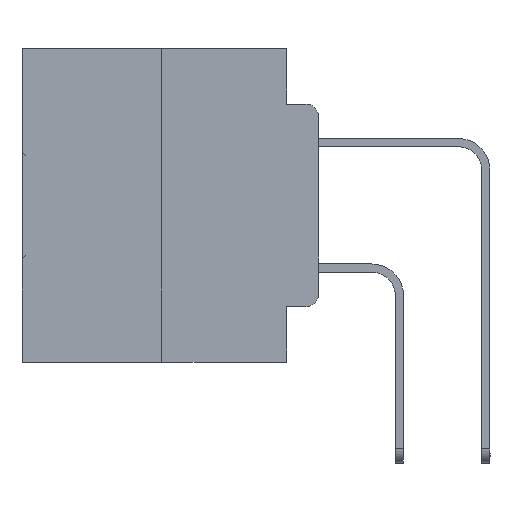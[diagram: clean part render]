
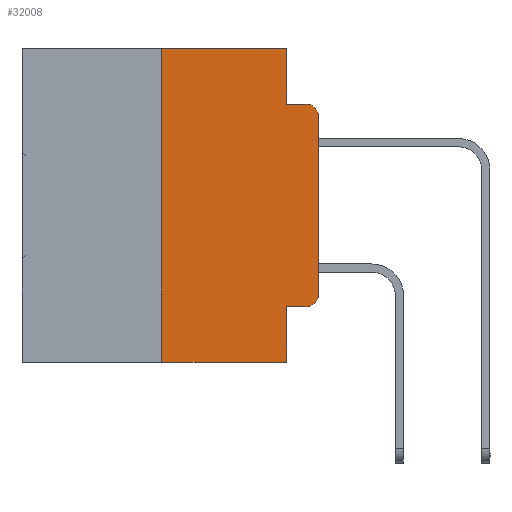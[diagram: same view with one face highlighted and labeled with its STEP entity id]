
A CAD part, left-side view. The second image highlights one B-rep face of the part: STEP entity #32008.
In plain terms, the highlighted planar face has unit normal (-1, 0, 0).
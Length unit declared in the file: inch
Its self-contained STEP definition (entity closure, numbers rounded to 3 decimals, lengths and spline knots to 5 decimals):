
#368 = LINE ( 'NONE', #25892, #10484 ) ;
#568 = LINE ( 'NONE', #28879, #25551 ) ;
#705 = AXIS2_PLACEMENT_3D ( 'NONE', #1812, #6911, #1596 ) ;
#827 = VERTEX_POINT ( 'NONE', #12109 ) ;
#1009 = AXIS2_PLACEMENT_3D ( 'NONE', #9910, #20477, #15077 ) ;
#1164 = CARTESIAN_POINT ( 'NONE',  ( 0., 0.051, -0.5 ) ) ;
#1596 = DIRECTION ( 'NONE',  ( 0., 0., -1. ) ) ;
#1812 = CARTESIAN_POINT ( 'NONE',  ( 0., 0.473, 0. ) ) ;
#2453 = CARTESIAN_POINT ( 'NONE',  ( 0., 0.02, -0.1085 ) ) ;
#2780 = CARTESIAN_POINT ( 'NONE',  ( 0., 0.25, -0.5 ) ) ;
#2936 = CIRCLE ( 'NONE', #31874, 0.02 ) ;
#3024 = FACE_OUTER_BOUND ( 'NONE', #31050, .T. ) ;
#3389 = LINE ( 'NONE', #17482, #14666 ) ;
#4313 = DIRECTION ( 'NONE',  ( 0., -1., 0. ) ) ;
#4835 = DIRECTION ( 'NONE',  ( -1., 0., 0. ) ) ;
#4873 = VECTOR ( 'NONE', #29004, 39.37008 ) ;
#5964 = ORIENTED_EDGE ( 'NONE', *, *, #14614, .F. ) ;
#6200 = EDGE_CURVE ( 'NONE', #12520, #13120, #11458, .T. ) ;
#6911 = DIRECTION ( 'NONE',  ( 1., 0., 0. ) ) ;
#7375 = CARTESIAN_POINT ( 'NONE',  ( 0., 0.25, 0. ) ) ;
#7911 = EDGE_CURVE ( 'NONE', #24402, #10847, #11324, .T. ) ;
#8739 = CARTESIAN_POINT ( 'NONE',  ( 0., 0.051, 0. ) ) ;
#9910 = CARTESIAN_POINT ( 'NONE',  ( 0., 0.02, -0.3915 ) ) ;
#10484 = VECTOR ( 'NONE', #23410, 39.37008 ) ;
#10847 = VERTEX_POINT ( 'NONE', #12429 ) ;
#10972 = ORIENTED_EDGE ( 'NONE', *, *, #6200, .F. ) ;
#11089 = LINE ( 'NONE', #7375, #13072 ) ;
#11216 = CARTESIAN_POINT ( 'NONE',  ( 0., 0., -0.3915 ) ) ;
#11324 = LINE ( 'NONE', #18344, #4873 ) ;
#11458 = LINE ( 'NONE', #30750, #14659 ) ;
#11885 = EDGE_CURVE ( 'NONE', #24402, #30021, #568, .T. ) ;
#11893 = CIRCLE ( 'NONE', #1009, 0.02 ) ;
#12109 = CARTESIAN_POINT ( 'NONE',  ( 0., 0.02, -0.0885 ) ) ;
#12428 = DIRECTION ( 'NONE',  ( 0., 0., -1. ) ) ;
#12429 = CARTESIAN_POINT ( 'NONE',  ( 0., 0.02, -0.4115 ) ) ;
#12520 = VERTEX_POINT ( 'NONE', #22589 ) ;
#12798 = DIRECTION ( 'NONE',  ( 0., -1., 0. ) ) ;
#13072 = VECTOR ( 'NONE', #30852, 39.37008 ) ;
#13120 = VERTEX_POINT ( 'NONE', #8739 ) ;
#13357 = ORIENTED_EDGE ( 'NONE', *, *, #21719, .F. ) ;
#13525 = VERTEX_POINT ( 'NONE', #32118 ) ;
#14182 = EDGE_CURVE ( 'NONE', #10847, #21441, #11893, .T. ) ;
#14458 = PLANE ( 'NONE',  #705 ) ;
#14614 = EDGE_CURVE ( 'NONE', #20059, #827, #25951, .T. ) ;
#14659 = VECTOR ( 'NONE', #15385, 39.37008 ) ;
#14666 = VECTOR ( 'NONE', #12428, 39.37008 ) ;
#15077 = DIRECTION ( 'NONE',  ( 0., 0., -1. ) ) ;
#15385 = DIRECTION ( 'NONE',  ( 0., -1., 0. ) ) ;
#16706 = VECTOR ( 'NONE', #4313, 39.37008 ) ;
#17157 = CARTESIAN_POINT ( 'NONE',  ( 0., 0.473, -0.5 ) ) ;
#17482 = CARTESIAN_POINT ( 'NONE',  ( 0., 0.051, 0. ) ) ;
#18295 = ORIENTED_EDGE ( 'NONE', *, *, #14182, .T. ) ;
#18344 = CARTESIAN_POINT ( 'NONE',  ( 0., 0.051, -0.4115 ) ) ;
#19051 = VECTOR ( 'NONE', #12798, 39.37008 ) ;
#19508 = LINE ( 'NONE', #17157, #16706 ) ;
#19920 = ORIENTED_EDGE ( 'NONE', *, *, #22295, .T. ) ;
#20059 = VERTEX_POINT ( 'NONE', #29445 ) ;
#20123 = ORIENTED_EDGE ( 'NONE', *, *, #7911, .T. ) ;
#20477 = DIRECTION ( 'NONE',  ( -1., 0., 0. ) ) ;
#21216 = ORIENTED_EDGE ( 'NONE', *, *, #11885, .F. ) ;
#21441 = VERTEX_POINT ( 'NONE', #11216 ) ;
#21475 = EDGE_CURVE ( 'NONE', #31045, #30021, #19508, .T. ) ;
#21719 = EDGE_CURVE ( 'NONE', #13120, #20059, #3389, .T. ) ;
#22295 = EDGE_CURVE ( 'NONE', #13525, #827, #2936, .T. ) ;
#22589 = CARTESIAN_POINT ( 'NONE',  ( 0., 0.25, 0. ) ) ;
#23410 = DIRECTION ( 'NONE',  ( 0., 0., 1. ) ) ;
#24402 = VERTEX_POINT ( 'NONE', #31974 ) ;
#25361 = DIRECTION ( 'NONE',  ( 0., 0., -1. ) ) ;
#25551 = VECTOR ( 'NONE', #29095, 39.37008 ) ;
#25892 = CARTESIAN_POINT ( 'NONE',  ( 0., 0., 0. ) ) ;
#25951 = LINE ( 'NONE', #33359, #19051 ) ;
#26034 = EDGE_CURVE ( 'NONE', #31045, #12520, #11089, .T. ) ;
#26810 = ORIENTED_EDGE ( 'NONE', *, *, #29736, .T. ) ;
#27667 = ORIENTED_EDGE ( 'NONE', *, *, #21475, .T. ) ;
#27837 = ORIENTED_EDGE ( 'NONE', *, *, #26034, .F. ) ;
#28879 = CARTESIAN_POINT ( 'NONE',  ( 0., 0.051, 0. ) ) ;
#29004 = DIRECTION ( 'NONE',  ( 0., -1., 0. ) ) ;
#29095 = DIRECTION ( 'NONE',  ( 0., 0., -1. ) ) ;
#29445 = CARTESIAN_POINT ( 'NONE',  ( 0., 0.051, -0.0885 ) ) ;
#29736 = EDGE_CURVE ( 'NONE', #21441, #13525, #368, .T. ) ;
#30021 = VERTEX_POINT ( 'NONE', #1164 ) ;
#30750 = CARTESIAN_POINT ( 'NONE',  ( 0., 0.473, 0. ) ) ;
#30852 = DIRECTION ( 'NONE',  ( 0., 0., 1. ) ) ;
#31045 = VERTEX_POINT ( 'NONE', #2780 ) ;
#31050 = EDGE_LOOP ( 'NONE', ( #26810, #19920, #5964, #13357, #10972, #27837, #27667, #21216, #20123, #18295 ) ) ;
#31874 = AXIS2_PLACEMENT_3D ( 'NONE', #2453, #4835, #25361 ) ;
#31974 = CARTESIAN_POINT ( 'NONE',  ( 0., 0.051, -0.4115 ) ) ;
#32008 = ADVANCED_FACE ( 'NONE', ( #3024 ), #14458, .F. ) ;
#32118 = CARTESIAN_POINT ( 'NONE',  ( 0., 0., -0.1085 ) ) ;
#33359 = CARTESIAN_POINT ( 'NONE',  ( 0., 0.051, -0.0885 ) ) ;
